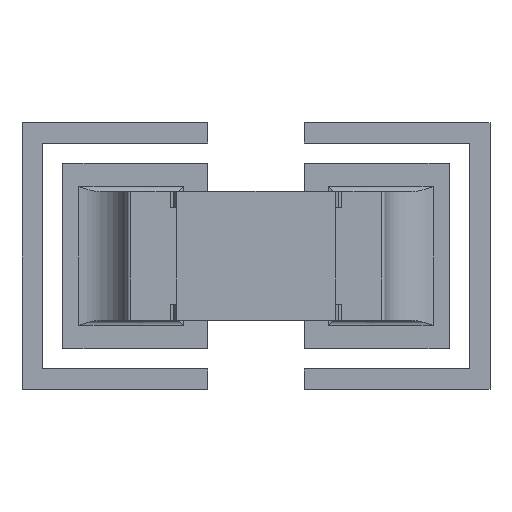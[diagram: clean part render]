
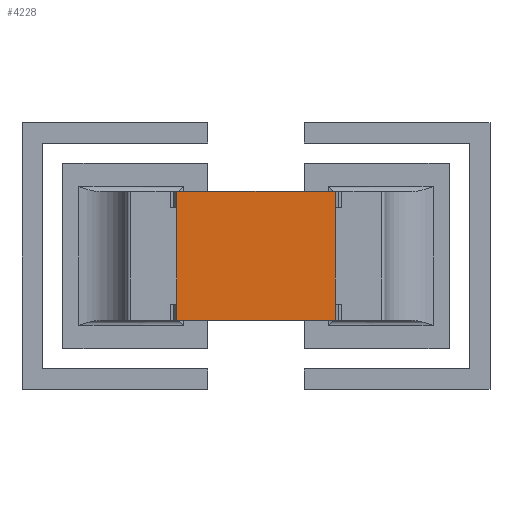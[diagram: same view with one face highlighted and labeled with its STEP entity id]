
A CAD part, top view. The second image highlights one B-rep face of the part: STEP entity #4228.
In plain terms, the highlighted planar face has unit normal (0, 0, 1).
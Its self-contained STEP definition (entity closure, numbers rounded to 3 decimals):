
#3968 = VERTEX_POINT('',#3969);
#3969 = CARTESIAN_POINT('',(-0.493,-0.4,0.45));
#3976 = PLANE('',#3977);
#3977 = AXIS2_PLACEMENT_3D('',#3978,#3979,#3980);
#3978 = CARTESIAN_POINT('',(0.,-0.4,0.432));
#3979 = DIRECTION('',(-0.,1.,0.));
#3980 = DIRECTION('',(0.,0.,-1.));
#3988 = PLANE('',#3989);
#3989 = AXIS2_PLACEMENT_3D('',#3990,#3991,#3992);
#3990 = CARTESIAN_POINT('',(-0.513,-0.4,0.415));
#3991 = DIRECTION('',(-0.866,0.,0.5));
#3992 = DIRECTION('',(0.5,0.,0.866));
#4000 = EDGE_CURVE('',#3968,#4001,#4003,.T.);
#4001 = VERTEX_POINT('',#4002);
#4002 = CARTESIAN_POINT('',(0.493,-0.4,0.45));
#4003 = SURFACE_CURVE('',#4004,(#4008,#4015),.PCURVE_S1.);
#4004 = LINE('',#4005,#4006);
#4005 = CARTESIAN_POINT('',(-0.493,-0.4,0.45));
#4006 = VECTOR('',#4007,1.);
#4007 = DIRECTION('',(1.,0.,0.));
#4008 = PCURVE('',#3976,#4009);
#4009 = DEFINITIONAL_REPRESENTATION('',(#4010),#4014);
#4010 = LINE('',#4011,#4012);
#4011 = CARTESIAN_POINT('',(-0.018,0.493));
#4012 = VECTOR('',#4013,1.);
#4013 = DIRECTION('',(0.,-1.));
#4014 = ( GEOMETRIC_REPRESENTATION_CONTEXT(2) 
PARAMETRIC_REPRESENTATION_CONTEXT() REPRESENTATION_CONTEXT('2D SPACE',''
  ) );
#4015 = PCURVE('',#4016,#4021);
#4016 = PLANE('',#4017);
#4017 = AXIS2_PLACEMENT_3D('',#4018,#4019,#4020);
#4018 = CARTESIAN_POINT('',(-0.493,-0.4,0.45));
#4019 = DIRECTION('',(0.,0.,1.));
#4020 = DIRECTION('',(1.,0.,-0.));
#4021 = DEFINITIONAL_REPRESENTATION('',(#4022),#4026);
#4022 = LINE('',#4023,#4024);
#4023 = CARTESIAN_POINT('',(0.,0.));
#4024 = VECTOR('',#4025,1.);
#4025 = DIRECTION('',(1.,0.));
#4026 = ( GEOMETRIC_REPRESENTATION_CONTEXT(2) 
PARAMETRIC_REPRESENTATION_CONTEXT() REPRESENTATION_CONTEXT('2D SPACE',''
  ) );
#4044 = PLANE('',#4045);
#4045 = AXIS2_PLACEMENT_3D('',#4046,#4047,#4048);
#4046 = CARTESIAN_POINT('',(0.513,-0.4,0.415));
#4047 = DIRECTION('',(0.866,0.,0.5));
#4048 = DIRECTION('',(0.5,0.,-0.866));
#4109 = EDGE_CURVE('',#3968,#4110,#4112,.T.);
#4110 = VERTEX_POINT('',#4111);
#4111 = CARTESIAN_POINT('',(-0.493,0.4,0.45));
#4112 = SURFACE_CURVE('',#4113,(#4117,#4124),.PCURVE_S1.);
#4113 = LINE('',#4114,#4115);
#4114 = CARTESIAN_POINT('',(-0.493,-0.4,0.45));
#4115 = VECTOR('',#4116,1.);
#4116 = DIRECTION('',(0.,1.,0.));
#4117 = PCURVE('',#3988,#4118);
#4118 = DEFINITIONAL_REPRESENTATION('',(#4119),#4123);
#4119 = LINE('',#4120,#4121);
#4120 = CARTESIAN_POINT('',(0.04,0.));
#4121 = VECTOR('',#4122,1.);
#4122 = DIRECTION('',(0.,1.));
#4123 = ( GEOMETRIC_REPRESENTATION_CONTEXT(2) 
PARAMETRIC_REPRESENTATION_CONTEXT() REPRESENTATION_CONTEXT('2D SPACE',''
  ) );
#4124 = PCURVE('',#4016,#4125);
#4125 = DEFINITIONAL_REPRESENTATION('',(#4126),#4130);
#4126 = LINE('',#4127,#4128);
#4127 = CARTESIAN_POINT('',(0.,0.));
#4128 = VECTOR('',#4129,1.);
#4129 = DIRECTION('',(0.,1.));
#4130 = ( GEOMETRIC_REPRESENTATION_CONTEXT(2) 
PARAMETRIC_REPRESENTATION_CONTEXT() REPRESENTATION_CONTEXT('2D SPACE',''
  ) );
#4146 = PLANE('',#4147);
#4147 = AXIS2_PLACEMENT_3D('',#4148,#4149,#4150);
#4148 = CARTESIAN_POINT('',(0.,0.4,0.432));
#4149 = DIRECTION('',(0.,1.,0.));
#4150 = DIRECTION('',(0.,0.,-1.));
#4162 = EDGE_CURVE('',#4110,#4163,#4165,.T.);
#4163 = VERTEX_POINT('',#4164);
#4164 = CARTESIAN_POINT('',(0.493,0.4,0.45));
#4165 = SURFACE_CURVE('',#4166,(#4170,#4177),.PCURVE_S1.);
#4166 = LINE('',#4167,#4168);
#4167 = CARTESIAN_POINT('',(-0.493,0.4,0.45));
#4168 = VECTOR('',#4169,1.);
#4169 = DIRECTION('',(1.,0.,0.));
#4170 = PCURVE('',#4146,#4171);
#4171 = DEFINITIONAL_REPRESENTATION('',(#4172),#4176);
#4172 = LINE('',#4173,#4174);
#4173 = CARTESIAN_POINT('',(-0.018,0.493));
#4174 = VECTOR('',#4175,1.);
#4175 = DIRECTION('',(0.,-1.));
#4176 = ( GEOMETRIC_REPRESENTATION_CONTEXT(2) 
PARAMETRIC_REPRESENTATION_CONTEXT() REPRESENTATION_CONTEXT('2D SPACE',''
  ) );
#4177 = PCURVE('',#4016,#4178);
#4178 = DEFINITIONAL_REPRESENTATION('',(#4179),#4183);
#4179 = LINE('',#4180,#4181);
#4180 = CARTESIAN_POINT('',(0.,0.8));
#4181 = VECTOR('',#4182,1.);
#4182 = DIRECTION('',(1.,0.));
#4183 = ( GEOMETRIC_REPRESENTATION_CONTEXT(2) 
PARAMETRIC_REPRESENTATION_CONTEXT() REPRESENTATION_CONTEXT('2D SPACE',''
  ) );
#4228 = ADVANCED_FACE('',(#4229),#4016,.T.);
#4229 = FACE_BOUND('',#4230,.T.);
#4230 = EDGE_LOOP('',(#4231,#4232,#4233,#4254));
#4231 = ORIENTED_EDGE('',*,*,#4109,.F.);
#4232 = ORIENTED_EDGE('',*,*,#4000,.T.);
#4233 = ORIENTED_EDGE('',*,*,#4234,.T.);
#4234 = EDGE_CURVE('',#4001,#4163,#4235,.T.);
#4235 = SURFACE_CURVE('',#4236,(#4240,#4247),.PCURVE_S1.);
#4236 = LINE('',#4237,#4238);
#4237 = CARTESIAN_POINT('',(0.493,-0.4,0.45));
#4238 = VECTOR('',#4239,1.);
#4239 = DIRECTION('',(0.,1.,0.));
#4240 = PCURVE('',#4016,#4241);
#4241 = DEFINITIONAL_REPRESENTATION('',(#4242),#4246);
#4242 = LINE('',#4243,#4244);
#4243 = CARTESIAN_POINT('',(0.985,0.));
#4244 = VECTOR('',#4245,1.);
#4245 = DIRECTION('',(0.,1.));
#4246 = ( GEOMETRIC_REPRESENTATION_CONTEXT(2) 
PARAMETRIC_REPRESENTATION_CONTEXT() REPRESENTATION_CONTEXT('2D SPACE',''
  ) );
#4247 = PCURVE('',#4044,#4248);
#4248 = DEFINITIONAL_REPRESENTATION('',(#4249),#4253);
#4249 = LINE('',#4250,#4251);
#4250 = CARTESIAN_POINT('',(-0.04,0.));
#4251 = VECTOR('',#4252,1.);
#4252 = DIRECTION('',(0.,1.));
#4253 = ( GEOMETRIC_REPRESENTATION_CONTEXT(2) 
PARAMETRIC_REPRESENTATION_CONTEXT() REPRESENTATION_CONTEXT('2D SPACE',''
  ) );
#4254 = ORIENTED_EDGE('',*,*,#4162,.F.);
